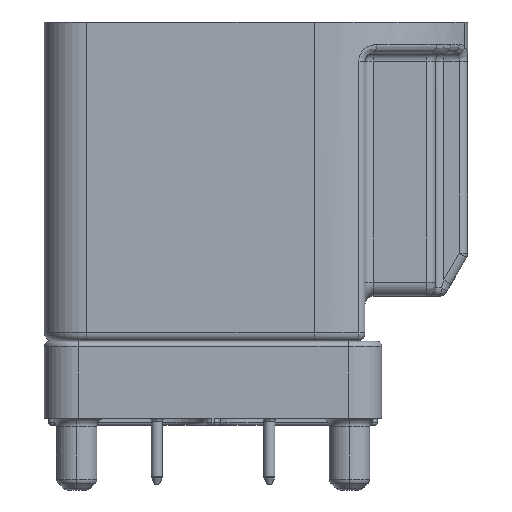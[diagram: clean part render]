
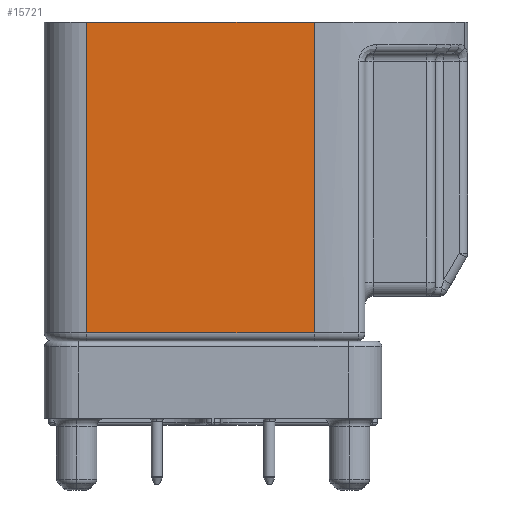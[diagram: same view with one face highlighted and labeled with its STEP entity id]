
A CAD part, left-side view. The second image highlights one B-rep face of the part: STEP entity #15721.
In plain terms, the highlighted planar face has unit normal (-1, 0, 0).
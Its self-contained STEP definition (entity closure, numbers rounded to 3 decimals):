
#2531=DIRECTION('',(0.,1.,0.));
#2532=VECTOR('',#2531,8.096);
#2533=CARTESIAN_POINT('',(-6.,-3.596,-11.05));
#2534=LINE('',#2533,#2532);
#2535=DIRECTION('',(0.,0.,1.));
#2536=VECTOR('',#2535,11.05);
#2537=CARTESIAN_POINT('',(-6.,4.5,-11.05));
#2538=LINE('',#2537,#2536);
#2539=DIRECTION('',(0.,0.,1.));
#2540=VECTOR('',#2539,11.05);
#2541=CARTESIAN_POINT('',(-6.,-3.596,-11.05));
#2542=LINE('',#2541,#2540);
#2803=DIRECTION('',(0.,1.,0.));
#2804=VECTOR('',#2803,8.096);
#2805=CARTESIAN_POINT('',(-6.,-3.596,0.));
#2806=LINE('',#2805,#2804);
#9469=CARTESIAN_POINT('',(-6.,-3.596,0.));
#9470=VERTEX_POINT('',#9469);
#9482=CARTESIAN_POINT('',(-6.,4.5,0.));
#9484=VERTEX_POINT('',#9482);
#9973=CARTESIAN_POINT('',(-6.,-3.596,-11.05));
#9974=CARTESIAN_POINT('',(-6.,4.5,-11.05));
#9975=VERTEX_POINT('',#9973);
#9976=VERTEX_POINT('',#9974);
#15708=CARTESIAN_POINT('',(-6.,-9.05,0.));
#15709=DIRECTION('',(-1.,0.,0.));
#15710=DIRECTION('',(0.,1.,0.));
#15711=AXIS2_PLACEMENT_3D('',#15708,#15709,#15710);
#15712=PLANE('',#15711);
#15713=ORIENTED_EDGE('',*,*,#11904,.T.);
#15715=ORIENTED_EDGE('',*,*,#15714,.T.);
#15717=ORIENTED_EDGE('',*,*,#15716,.F.);
#15718=ORIENTED_EDGE('',*,*,#15692,.F.);
#15719=EDGE_LOOP('',(#15713,#15715,#15717,#15718));
#15720=FACE_OUTER_BOUND('',#15719,.F.);
#15721=ADVANCED_FACE('',(#15720),#15712,.T.);
#11904=EDGE_CURVE('',#9975,#9976,#2534,.T.);
#15692=EDGE_CURVE('',#9975,#9470,#2542,.T.);
#15714=EDGE_CURVE('',#9976,#9484,#2538,.T.);
#15716=EDGE_CURVE('',#9470,#9484,#2806,.T.);
